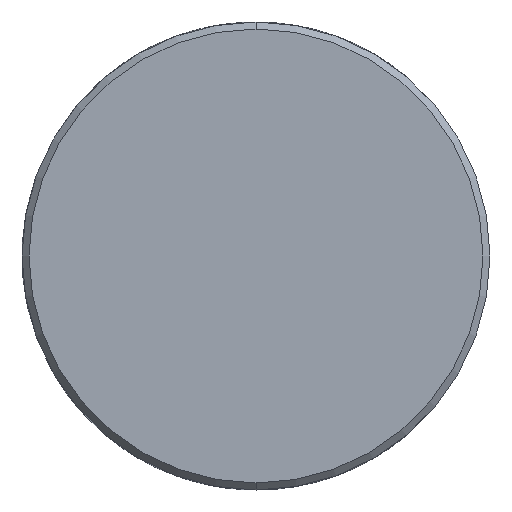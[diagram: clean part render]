
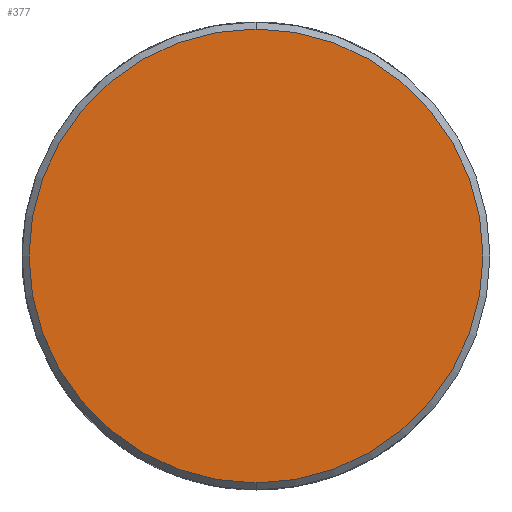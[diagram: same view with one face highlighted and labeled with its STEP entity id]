
A CAD part, front view. The second image highlights one B-rep face of the part: STEP entity #377.
In plain terms, the highlighted planar face has unit normal (0, -1, 0).
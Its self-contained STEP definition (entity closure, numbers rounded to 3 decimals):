
#49 = DIRECTION ( 'NONE',  ( 0., 1., 0. ) ) ;
#114 = FACE_OUTER_BOUND ( 'NONE', #831, .T. ) ;
#152 = ORIENTED_EDGE ( 'NONE', *, *, #1159, .T. ) ;
#167 = CARTESIAN_POINT ( 'NONE',  ( 0., 0., -9.7 ) ) ;
#246 = CARTESIAN_POINT ( 'NONE',  ( 0., 0., 0. ) ) ;
#321 = EDGE_CURVE ( 'NONE', #516, #472, #940, .T. ) ;
#377 = ADVANCED_FACE ( 'NONE', ( #114 ), #1017, .F. ) ;
#443 = CARTESIAN_POINT ( 'NONE',  ( 0., 0., 0. ) ) ;
#448 = AXIS2_PLACEMENT_3D ( 'NONE', #1031, #812, #528 ) ;
#472 = VERTEX_POINT ( 'NONE', #167 ) ;
#516 = VERTEX_POINT ( 'NONE', #1160 ) ;
#528 = DIRECTION ( 'NONE',  ( 0., 0., 1. ) ) ;
#533 = AXIS2_PLACEMENT_3D ( 'NONE', #246, #629, #1127 ) ;
#629 = DIRECTION ( 'NONE',  ( 0., -1., 0. ) ) ;
#812 = DIRECTION ( 'NONE',  ( 0., -1., 0. ) ) ;
#831 = EDGE_LOOP ( 'NONE', ( #1250, #152 ) ) ;
#940 = CIRCLE ( 'NONE', #448, 9.7 ) ;
#964 = CIRCLE ( 'NONE', #533, 9.7 ) ;
#1017 = PLANE ( 'NONE',  #1239 ) ;
#1023 = DIRECTION ( 'NONE',  ( 0., 0., 1. ) ) ;
#1031 = CARTESIAN_POINT ( 'NONE',  ( 0., 0., 0. ) ) ;
#1127 = DIRECTION ( 'NONE',  ( 0., 0., 1. ) ) ;
#1159 = EDGE_CURVE ( 'NONE', #472, #516, #964, .T. ) ;
#1160 = CARTESIAN_POINT ( 'NONE',  ( 0., 0., 9.7 ) ) ;
#1239 = AXIS2_PLACEMENT_3D ( 'NONE', #443, #49, #1023 ) ;
#1250 = ORIENTED_EDGE ( 'NONE', *, *, #321, .T. ) ;
